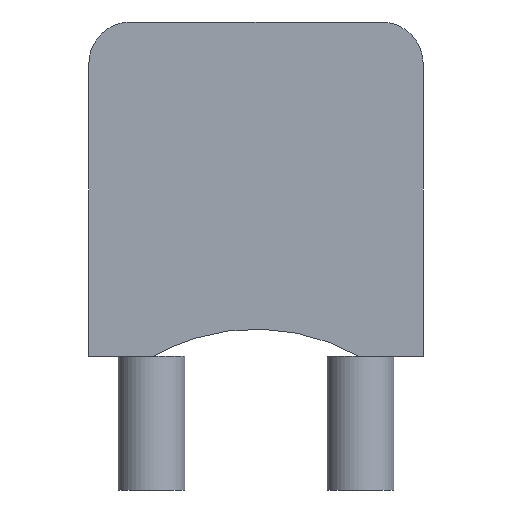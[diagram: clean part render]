
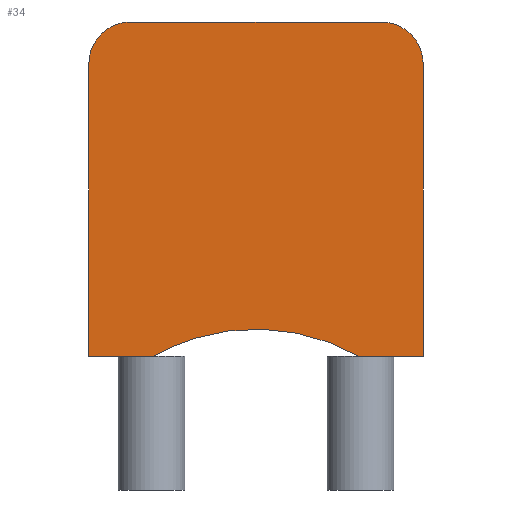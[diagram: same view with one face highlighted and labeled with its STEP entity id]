
A CAD part, front view. The second image highlights one B-rep face of the part: STEP entity #34.
In plain terms, the highlighted planar face has unit normal (0, -1, 0).
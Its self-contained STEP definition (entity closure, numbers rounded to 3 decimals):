
#34=ADVANCED_FACE('',(#52),#249,.T.);
#52=FACE_OUTER_BOUND('',#70,.T.);
#70=EDGE_LOOP('',(#128,#129,#130,#131,#132,#133,#134,#135));
#128=ORIENTED_EDGE('',*,*,#178,.F.);
#129=ORIENTED_EDGE('',*,*,#175,.F.);
#130=ORIENTED_EDGE('',*,*,#172,.F.);
#131=ORIENTED_EDGE('',*,*,#169,.F.);
#132=ORIENTED_EDGE('',*,*,#166,.F.);
#133=ORIENTED_EDGE('',*,*,#163,.F.);
#134=ORIENTED_EDGE('',*,*,#160,.F.);
#135=ORIENTED_EDGE('',*,*,#156,.F.);
#156=EDGE_CURVE('',#224,#225,#192,.T.);
#160=EDGE_CURVE('',#225,#228,#196,.T.);
#163=EDGE_CURVE('',#228,#230,#199,.T.);
#166=EDGE_CURVE('',#230,#232,#202,.T.);
#169=EDGE_CURVE('',#232,#234,#205,.T.);
#172=EDGE_CURVE('',#234,#236,#208,.T.);
#175=EDGE_CURVE('',#236,#238,#211,.T.);
#178=EDGE_CURVE('',#238,#224,#214,.T.);
#192=(
BOUNDED_CURVE()
B_SPLINE_CURVE(2,(#478,#479,#480),.UNSPECIFIED.,.F.,.F.)
B_SPLINE_CURVE_WITH_KNOTS((3,3),(-32.022,-31.254),
 .UNSPECIFIED.)
CURVE()
GEOMETRIC_REPRESENTATION_ITEM()
RATIONAL_B_SPLINE_CURVE((1.,1.,1.))
REPRESENTATION_ITEM('')
);
#196=(
BOUNDED_CURVE()
B_SPLINE_CURVE(2,(#488,#489,#490),.UNSPECIFIED.,.F.,.F.)
B_SPLINE_CURVE_WITH_KNOTS((3,3),(-31.254,-27.754),
 .UNSPECIFIED.)
CURVE()
GEOMETRIC_REPRESENTATION_ITEM()
RATIONAL_B_SPLINE_CURVE((1.,1.,1.))
REPRESENTATION_ITEM('')
);
#199=(
BOUNDED_CURVE()
B_SPLINE_CURVE(2,(#496,#497,#498,#499,#500),.UNSPECIFIED.,.F.,.F.)
B_SPLINE_CURVE_WITH_KNOTS((3,2,3),(-27.754,-27.361,
-26.969),.UNSPECIFIED.)
CURVE()
GEOMETRIC_REPRESENTATION_ITEM()
RATIONAL_B_SPLINE_CURVE((1.,0.924,1.,0.924,1.))
REPRESENTATION_ITEM('')
);
#202=(
BOUNDED_CURVE()
B_SPLINE_CURVE(2,(#508,#509,#510),.UNSPECIFIED.,.F.,.F.)
B_SPLINE_CURVE_WITH_KNOTS((3,3),(-26.969,-23.969),
 .UNSPECIFIED.)
CURVE()
GEOMETRIC_REPRESENTATION_ITEM()
RATIONAL_B_SPLINE_CURVE((1.,1.,1.))
REPRESENTATION_ITEM('')
);
#205=(
BOUNDED_CURVE()
B_SPLINE_CURVE(2,(#516,#517,#518,#519,#520),.UNSPECIFIED.,.F.,.F.)
B_SPLINE_CURVE_WITH_KNOTS((3,2,3),(-23.969,-23.576,
-23.183),.UNSPECIFIED.)
CURVE()
GEOMETRIC_REPRESENTATION_ITEM()
RATIONAL_B_SPLINE_CURVE((1.,0.924,1.,0.924,1.))
REPRESENTATION_ITEM('')
);
#208=(
BOUNDED_CURVE()
B_SPLINE_CURVE(2,(#528,#529,#530),.UNSPECIFIED.,.F.,.F.)
B_SPLINE_CURVE_WITH_KNOTS((3,3),(-23.183,-19.683),
 .UNSPECIFIED.)
CURVE()
GEOMETRIC_REPRESENTATION_ITEM()
RATIONAL_B_SPLINE_CURVE((1.,1.,1.))
REPRESENTATION_ITEM('')
);
#211=(
BOUNDED_CURVE()
B_SPLINE_CURVE(2,(#536,#537,#538),.UNSPECIFIED.,.F.,.F.)
B_SPLINE_CURVE_WITH_KNOTS((3,3),(-19.683,-18.916),
 .UNSPECIFIED.)
CURVE()
GEOMETRIC_REPRESENTATION_ITEM()
RATIONAL_B_SPLINE_CURVE((1.,1.,1.))
REPRESENTATION_ITEM('')
);
#214=(
BOUNDED_CURVE()
B_SPLINE_CURVE(2,(#544,#545,#546),.UNSPECIFIED.,.F.,.F.)
B_SPLINE_CURVE_WITH_KNOTS((3,3),(-18.916,-16.339),
 .UNSPECIFIED.)
CURVE()
GEOMETRIC_REPRESENTATION_ITEM()
RATIONAL_B_SPLINE_CURVE((1.,0.87,1.))
REPRESENTATION_ITEM('')
);
#224=VERTEX_POINT('',#462);
#225=VERTEX_POINT('',#463);
#228=VERTEX_POINT('',#466);
#230=VERTEX_POINT('',#468);
#232=VERTEX_POINT('',#470);
#234=VERTEX_POINT('',#472);
#236=VERTEX_POINT('',#474);
#238=VERTEX_POINT('',#476);
#249=PLANE('',#362);
#362=AXIS2_PLACEMENT_3D('',#460,#383,$);
#383=DIRECTION('',(0.,-1.,0.));
#460=CARTESIAN_POINT('',(29.455,0.,-0.543));
#462=CARTESIAN_POINT('',(25.722,0.,-0.043));
#463=CARTESIAN_POINT('',(24.955,0.,-0.043));
#466=CARTESIAN_POINT('',(24.955,0.,3.457));
#468=CARTESIAN_POINT('',(25.455,0.,3.957));
#470=CARTESIAN_POINT('',(28.455,0.,3.957));
#472=CARTESIAN_POINT('',(28.955,0.,3.457));
#474=CARTESIAN_POINT('',(28.955,0.,-0.043));
#476=CARTESIAN_POINT('',(28.187,0.,-0.043));
#478=CARTESIAN_POINT('',(25.722,0.,-0.043));
#479=CARTESIAN_POINT('',(25.339,0.,-0.043));
#480=CARTESIAN_POINT('',(24.955,0.,-0.043));
#488=CARTESIAN_POINT('',(24.955,0.,-0.043));
#489=CARTESIAN_POINT('',(24.955,0.,1.707));
#490=CARTESIAN_POINT('',(24.955,0.,3.457));
#496=CARTESIAN_POINT('',(24.955,0.,3.457));
#497=CARTESIAN_POINT('',(24.955,0.,3.664));
#498=CARTESIAN_POINT('',(25.101,0.,3.81));
#499=CARTESIAN_POINT('',(25.248,0.,3.957));
#500=CARTESIAN_POINT('',(25.455,0.,3.957));
#508=CARTESIAN_POINT('',(25.455,0.,3.957));
#509=CARTESIAN_POINT('',(26.955,0.,3.957));
#510=CARTESIAN_POINT('',(28.455,0.,3.957));
#516=CARTESIAN_POINT('',(28.455,0.,3.957));
#517=CARTESIAN_POINT('',(28.662,0.,3.957));
#518=CARTESIAN_POINT('',(28.808,0.,3.81));
#519=CARTESIAN_POINT('',(28.955,0.,3.664));
#520=CARTESIAN_POINT('',(28.955,0.,3.457));
#528=CARTESIAN_POINT('',(28.955,0.,3.457));
#529=CARTESIAN_POINT('',(28.955,0.,1.707));
#530=CARTESIAN_POINT('',(28.955,0.,-0.043));
#536=CARTESIAN_POINT('',(28.955,0.,-0.043));
#537=CARTESIAN_POINT('',(28.571,0.,-0.043));
#538=CARTESIAN_POINT('',(28.187,0.,-0.043));
#544=CARTESIAN_POINT('',(28.187,0.,-0.043));
#545=CARTESIAN_POINT('',(26.955,0.,0.655));
#546=CARTESIAN_POINT('',(25.722,0.,-0.043));
